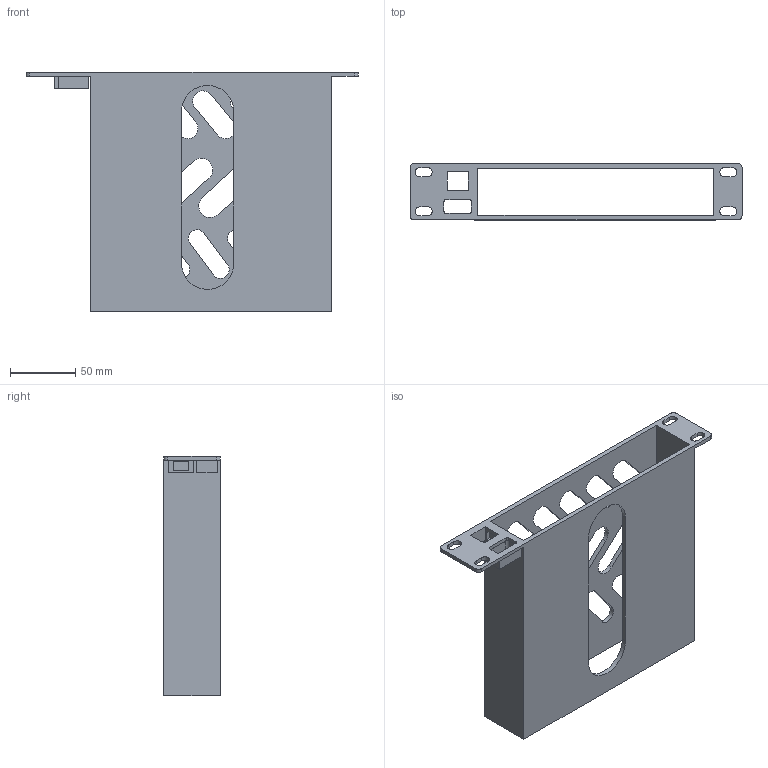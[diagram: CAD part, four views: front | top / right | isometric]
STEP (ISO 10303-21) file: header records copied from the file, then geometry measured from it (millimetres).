
FILE_DESCRIPTION(('FreeCAD Model'),'2;1');
FILE_NAME('Open CASCADE Shape Model','2025-06-10T13:56:05',(''),(''), 'Open CASCADE STEP processor 7.8','FreeCAD','Unknown');
FILE_SCHEMA(('AUTOMOTIVE_DESIGN { 1 0 10303 214 1 1 1 1 }'));
Length unit declared in the file: millimetre
Products named in the file (1): Pocket014
Bounding box: 254 x 43 x 183 mm (x, y, z)
Volume: 213751.9 mm3; surface area: 150615 mm2
Topology: 1 solids, 1 shells, 142 faces, 414 edges, 276 vertices
Faces by surface type: plane 92, cylinder 50
Entity records: 10214 total; most frequent: CARTESIAN_POINT 2041, DIRECTION 1468, LINE 926, VECTOR 926, ORIENTED_EDGE 828, PCURVE 828, DEFINITIONAL_REPRESENTATION 828, EDGE_CURVE 414
